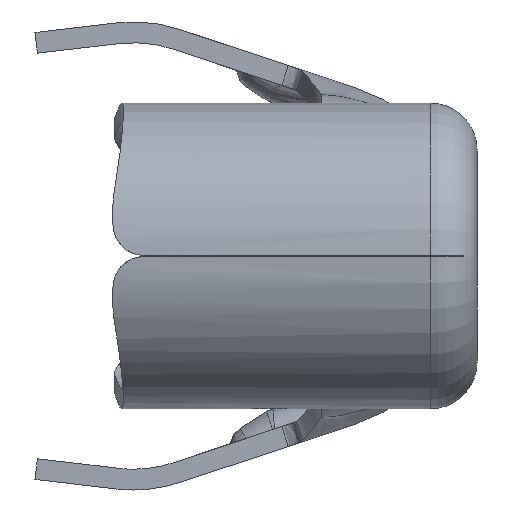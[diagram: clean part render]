
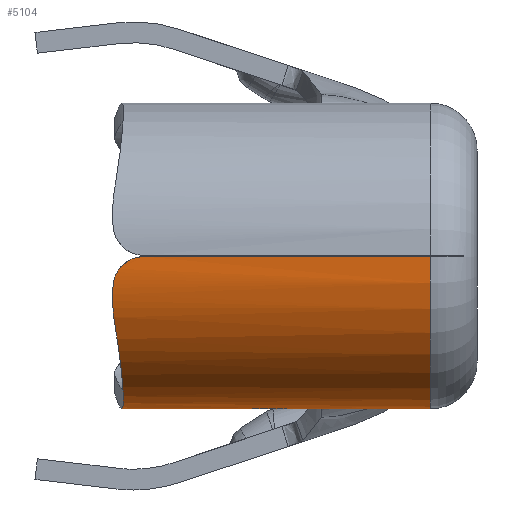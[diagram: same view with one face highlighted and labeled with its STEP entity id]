
A CAD part, left-side view. The second image highlights one B-rep face of the part: STEP entity #5104.
In plain terms, the highlighted cylindrical face has radius 3.734 mm (diameter 7.468 mm), a partial arc.
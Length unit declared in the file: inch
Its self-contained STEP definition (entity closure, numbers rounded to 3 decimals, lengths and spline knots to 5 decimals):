
#3 = EDGE_CURVE ( 'NONE', #4294, #6621, #936, .T. ) ;
#205 = ORIENTED_EDGE ( 'NONE', *, *, #11068, .F. ) ;
#245 = B_SPLINE_CURVE_WITH_KNOTS ( 'NONE', 3,
 ( #5645, #9298, #1173, #4756, #8388, #285 ),
 .UNSPECIFIED., .F., .F.,
 ( 4, 2, 4 ),
 ( 0.00323, 0.00362, 0.004 ),
 .UNSPECIFIED. ) ;
#277 = CARTESIAN_POINT ( 'NONE',  ( 0., 0.34154, -0.147 ) ) ;
#285 = CARTESIAN_POINT ( 'NONE',  ( 0., 0.17413, -0.147 ) ) ;
#345 = ORIENTED_EDGE ( 'NONE', *, *, #823, .T. ) ;
#399 = CARTESIAN_POINT ( 'NONE',  ( -0.05548, 0.34001, -0.13631 ) ) ;
#561 = CARTESIAN_POINT ( 'NONE',  ( -0.00519, 0.2188, -0.14692 ) ) ;
#751 = CARTESIAN_POINT ( 'NONE',  ( -0.13777, 0.34998, -0.05127 ) ) ;
#818 = DIRECTION ( 'NONE',  ( 0., 1., 0. ) ) ;
#823 = EDGE_CURVE ( 'NONE', #1094, #9060, #881, .T. ) ;
#881 = B_SPLINE_CURVE_WITH_KNOTS ( 'NONE', 3,
 ( #3048, #6641, #10322, #2163, #5756, #9412, #1284, #4872, #8507, #399, #3995, #7596, #11288, #3105 ),
 .UNSPECIFIED., .F., .F.,
 ( 4, 2, 2, 2, 2, 2, 4 ),
 ( 0., 0.00108, 0.00162, 0.00216, 0.0027, 0.00323, 0.00431 ),
 .UNSPECIFIED. ) ;
#936 = CIRCLE ( 'NONE', #9409, 0.147 ) ;
#1094 = VERTEX_POINT ( 'NONE', #6999 ) ;
#1102 = VERTEX_POINT ( 'NONE', #2517 ) ;
#1151 = VERTEX_POINT ( 'NONE', #1699 ) ;
#1173 = CARTESIAN_POINT ( 'NONE',  ( -0.00924, 0.19191, -0.14672 ) ) ;
#1270 = CARTESIAN_POINT ( 'NONE',  ( -0.14634, 0.34681, -0.01499 ) ) ;
#1284 = CARTESIAN_POINT ( 'NONE',  ( -0.08655, 0.34111, -0.11903 ) ) ;
#1699 = CARTESIAN_POINT ( 'NONE',  ( -0.147, 0.32, -0.00058 ) ) ;
#1999 = DIRECTION ( 'NONE',  ( 0., -1., 0. ) ) ;
#2149 = CARTESIAN_POINT ( 'NONE',  ( -0.147, 0.32788, -0.00137 ) ) ;
#2163 = CARTESIAN_POINT ( 'NONE',  ( -0.10778, 0.34316, -0.10022 ) ) ;
#2422 = VECTOR ( 'NONE', #11183, 39.37008 ) ;
#2517 = CARTESIAN_POINT ( 'NONE',  ( -0.0097, 0.2021, -0.14668 ) ) ;
#2563 = DIRECTION ( 'NONE',  ( 0., -1., 0. ) ) ;
#2570 = CARTESIAN_POINT ( 'NONE',  ( -0.13462, 0.34922, -0.05904 ) ) ;
#2777 = CARTESIAN_POINT ( 'NONE',  ( -0.147, 0.045, -0.00058 ) ) ;
#2859 = CARTESIAN_POINT ( 'NONE',  ( 0., 0.02, 0. ) ) ;
#3048 = CARTESIAN_POINT ( 'NONE',  ( -0.13462, 0.34922, -0.05904 ) ) ;
#3105 = CARTESIAN_POINT ( 'NONE',  ( 0., 0.34154, -0.147 ) ) ;
#3387 = DIRECTION ( 'NONE',  ( 0., 1., 0. ) ) ;
#3467 = CARTESIAN_POINT ( 'NONE',  ( -0.13649, 0.34978, -0.05459 ) ) ;
#3522 = ORIENTED_EDGE ( 'NONE', *, *, #10319, .T. ) ;
#3620 = VERTEX_POINT ( 'NONE', #7575 ) ;
#3634 = B_SPLINE_CURVE_WITH_KNOTS ( 'NONE', 3,
 ( #5218, #8867, #751, #4342, #7961, #11629, #3467, #7047, #10744, #2570 ),
 .UNSPECIFIED., .F., .F.,
 ( 4, 3, 3, 4 ),
 ( 0., 0.00007, 0.00014, 0.00026 ),
 .UNSPECIFIED. ) ;
#3690 = VERTEX_POINT ( 'NONE', #10599 ) ;
#3888 = LINE ( 'NONE', #7476, #2422 ) ;
#3995 = CARTESIAN_POINT ( 'NONE',  ( -0.04885, 0.33997, -0.13883 ) ) ;
#4152 = CARTESIAN_POINT ( 'NONE',  ( -0.00848, 0.21078, -0.14676 ) ) ;
#4240 = B_SPLINE_CURVE_WITH_KNOTS ( 'NONE', 3,
 ( #7523, #10308, #2149, #5743, #9397, #1270, #4859, #8495 ),
 .UNSPECIFIED., .F., .F.,
 ( 4, 2, 2, 4 ),
 ( 0., 0.0003, 0.0006, 0.0012 ),
 .UNSPECIFIED. ) ;
#4265 = VERTEX_POINT ( 'NONE', #7420 ) ;
#4294 = VERTEX_POINT ( 'NONE', #6769 ) ;
#4342 = CARTESIAN_POINT ( 'NONE',  ( -0.13746, 0.34994, -0.0521 ) ) ;
#4407 = DIRECTION ( 'NONE',  ( 0., 0., 1. ) ) ;
#4704 = CARTESIAN_POINT ( 'NONE',  ( -0.14379, 0.35, -0.03057 ) ) ;
#4756 = CARTESIAN_POINT ( 'NONE',  ( -0.00592, 0.18242, -0.14689 ) ) ;
#4814 = AXIS2_PLACEMENT_3D ( 'NONE', #2859, #6446, #10123 ) ;
#4859 = CARTESIAN_POINT ( 'NONE',  ( -0.14544, 0.35, -0.02278 ) ) ;
#4872 = CARTESIAN_POINT ( 'NONE',  ( -0.07471, 0.34049, -0.1268 ) ) ;
#5030 = CARTESIAN_POINT ( 'NONE',  ( 0., 0.22587, -0.147 ) ) ;
#5104 = ADVANCED_FACE ( 'NONE', ( #7339 ), #11042, .T. ) ;
#5170 = EDGE_CURVE ( 'NONE', #3620, #1094, #3634, .T. ) ;
#5218 = CARTESIAN_POINT ( 'NONE',  ( -0.13838, 0.35, -0.0496 ) ) ;
#5536 = CIRCLE ( 'NONE', #11480, 0.147 ) ;
#5645 = CARTESIAN_POINT ( 'NONE',  ( -0.0097, 0.2021, -0.14668 ) ) ;
#5652 = EDGE_CURVE ( 'NONE', #1102, #4265, #245, .T. ) ;
#5658 = EDGE_CURVE ( 'NONE', #1151, #6621, #3888, .T. ) ;
#5743 = CARTESIAN_POINT ( 'NONE',  ( -0.14694, 0.33517, -0.0044 ) ) ;
#5751 = ORIENTED_EDGE ( 'NONE', *, *, #5170, .T. ) ;
#5756 = CARTESIAN_POINT ( 'NONE',  ( -0.10275, 0.34252, -0.10536 ) ) ;
#6240 = EDGE_CURVE ( 'NONE', #3690, #1102, #10274, .T. ) ;
#6335 = ORIENTED_EDGE ( 'NONE', *, *, #3, .T. ) ;
#6446 = DIRECTION ( 'NONE',  ( 0., -1., 0. ) ) ;
#6471 = LINE ( 'NONE', #10150, #7486 ) ;
#6621 = VERTEX_POINT ( 'NONE', #2777 ) ;
#6641 = CARTESIAN_POINT ( 'NONE',  ( -0.12891, 0.34727, -0.07207 ) ) ;
#6769 = CARTESIAN_POINT ( 'NONE',  ( 0., 0.045, -0.147 ) ) ;
#6854 = ORIENTED_EDGE ( 'NONE', *, *, #7930, .T. ) ;
#6890 = ORIENTED_EDGE ( 'NONE', *, *, #5652, .T. ) ;
#6970 = DIRECTION ( 'NONE',  ( 0., 0., 1. ) ) ;
#6999 = CARTESIAN_POINT ( 'NONE',  ( -0.13462, 0.34922, -0.05904 ) ) ;
#7040 = LINE ( 'NONE', #10735, #9427 ) ;
#7047 = CARTESIAN_POINT ( 'NONE',  ( -0.13589, 0.34966, -0.05609 ) ) ;
#7151 = VERTEX_POINT ( 'NONE', #4704 ) ;
#7339 = FACE_OUTER_BOUND ( 'NONE', #7786, .T. ) ;
#7420 = CARTESIAN_POINT ( 'NONE',  ( 0., 0.17413, -0.147 ) ) ;
#7476 = CARTESIAN_POINT ( 'NONE',  ( -0.147, 0.50748, -0.00058 ) ) ;
#7486 = VECTOR ( 'NONE', #1999, 39.37008 ) ;
#7502 = ORIENTED_EDGE ( 'NONE', *, *, #8030, .T. ) ;
#7523 = CARTESIAN_POINT ( 'NONE',  ( -0.147, 0.32, -0.00058 ) ) ;
#7575 = CARTESIAN_POINT ( 'NONE',  ( -0.13838, 0.35, -0.0496 ) ) ;
#7596 = CARTESIAN_POINT ( 'NONE',  ( -0.02851, 0.34015, -0.1449 ) ) ;
#7766 = CARTESIAN_POINT ( 'NONE',  ( -0.00947, 0.20643, -0.14669 ) ) ;
#7786 = EDGE_LOOP ( 'NONE', ( #345, #7502, #10662, #6890, #6854, #6335, #8194, #3522, #205, #5751 ) ) ;
#7930 = EDGE_CURVE ( 'NONE', #4265, #4294, #6471, .T. ) ;
#7961 = CARTESIAN_POINT ( 'NONE',  ( -0.13714, 0.34991, -0.05294 ) ) ;
#8030 = EDGE_CURVE ( 'NONE', #9060, #3690, #7040, .T. ) ;
#8194 = ORIENTED_EDGE ( 'NONE', *, *, #5658, .F. ) ;
#8388 = CARTESIAN_POINT ( 'NONE',  ( -0.00329, 0.17793, -0.147 ) ) ;
#8495 = CARTESIAN_POINT ( 'NONE',  ( -0.14379, 0.35, -0.03057 ) ) ;
#8507 = CARTESIAN_POINT ( 'NONE',  ( -0.06842, 0.34027, -0.1303 ) ) ;
#8669 = CARTESIAN_POINT ( 'NONE',  ( -0.00285, 0.22258, -0.147 ) ) ;
#8867 = CARTESIAN_POINT ( 'NONE',  ( -0.13808, 0.35, -0.05044 ) ) ;
#8936 = CARTESIAN_POINT ( 'NONE',  ( 0., 0.35, 0. ) ) ;
#9060 = VERTEX_POINT ( 'NONE', #277 ) ;
#9298 = CARTESIAN_POINT ( 'NONE',  ( -0.00998, 0.19706, -0.14666 ) ) ;
#9397 = CARTESIAN_POINT ( 'NONE',  ( -0.14688, 0.33851, -0.00664 ) ) ;
#9409 = AXIS2_PLACEMENT_3D ( 'NONE', #11553, #3387, #6970 ) ;
#9412 = CARTESIAN_POINT ( 'NONE',  ( -0.09216, 0.3415, -0.11474 ) ) ;
#9427 = VECTOR ( 'NONE', #2563, 39.37008 ) ;
#10123 = DIRECTION ( 'NONE',  ( 0., 0., -1. ) ) ;
#10150 = CARTESIAN_POINT ( 'NONE',  ( 0., 0.02, -0.147 ) ) ;
#10274 = B_SPLINE_CURVE_WITH_KNOTS ( 'NONE', 3,
 ( #5030, #8669, #561, #4152, #7766, #11445 ),
 .UNSPECIFIED., .F., .F.,
 ( 4, 2, 4 ),
 ( 0.00257, 0.0029, 0.00323 ),
 .UNSPECIFIED. ) ;
#10308 = CARTESIAN_POINT ( 'NONE',  ( -0.147, 0.32398, -0.00058 ) ) ;
#10319 = EDGE_CURVE ( 'NONE', #1151, #7151, #4240, .T. ) ;
#10322 = CARTESIAN_POINT ( 'NONE',  ( -0.12149, 0.34539, -0.08397 ) ) ;
#10599 = CARTESIAN_POINT ( 'NONE',  ( 0., 0.22587, -0.147 ) ) ;
#10662 = ORIENTED_EDGE ( 'NONE', *, *, #6240, .T. ) ;
#10735 = CARTESIAN_POINT ( 'NONE',  ( 0., 0.02, -0.147 ) ) ;
#10744 = CARTESIAN_POINT ( 'NONE',  ( -0.13527, 0.34947, -0.05757 ) ) ;
#11042 = CYLINDRICAL_SURFACE ( 'NONE', #4814, 0.147 ) ;
#11068 = EDGE_CURVE ( 'NONE', #3620, #7151, #5536, .T. ) ;
#11183 = DIRECTION ( 'NONE',  ( 0., -1., 0. ) ) ;
#11288 = CARTESIAN_POINT ( 'NONE',  ( -0.01413, 0.34066, -0.147 ) ) ;
#11445 = CARTESIAN_POINT ( 'NONE',  ( -0.0097, 0.2021, -0.14668 ) ) ;
#11480 = AXIS2_PLACEMENT_3D ( 'NONE', #8936, #818, #4407 ) ;
#11553 = CARTESIAN_POINT ( 'NONE',  ( 0., 0.045, 0. ) ) ;
#11629 = CARTESIAN_POINT ( 'NONE',  ( -0.13682, 0.34985, -0.05376 ) ) ;
